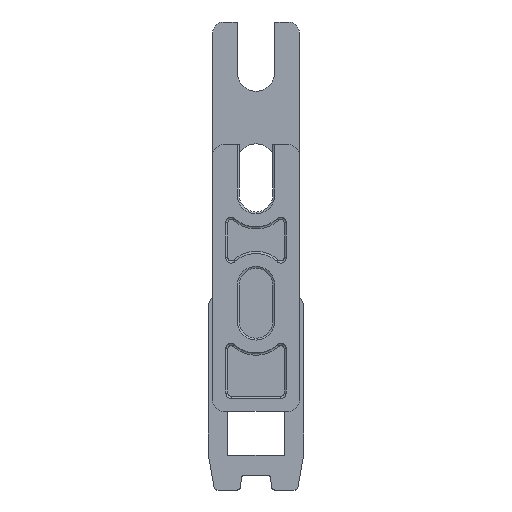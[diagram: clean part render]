
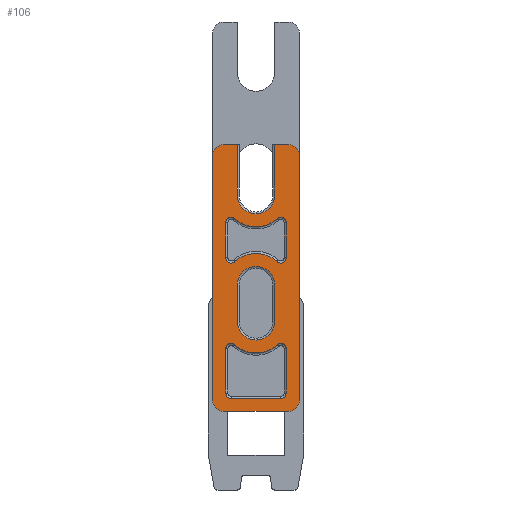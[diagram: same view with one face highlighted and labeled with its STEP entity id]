
A CAD part, front view. The second image highlights one B-rep face of the part: STEP entity #106.
In plain terms, the highlighted planar face has unit normal (0, -1, 0).
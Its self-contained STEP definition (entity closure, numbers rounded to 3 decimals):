
#106=ADVANCED_FACE('',(#269,#270,#271,#272),#273,.F.);
#269=FACE_OUTER_BOUND('',#487,.T.);
#270=FACE_BOUND('',#488,.T.);
#271=FACE_BOUND('',#489,.T.);
#272=FACE_BOUND('',#490,.T.);
#273=PLANE('',#491);
#487=EDGE_LOOP('',(#1038,#1039,#1040,#1041,#1042,#1043,#1044,#1045,#1046,#1047,#1048,#1049));
#488=EDGE_LOOP('',(#1050,#1051,#1052,#1053));
#489=EDGE_LOOP('',(#1054,#1055,#1056,#1057,#1058,#1059,#1060,#1061));
#490=EDGE_LOOP('',(#1062,#1063,#1064,#1065,#1066,#1067,#1068,#1069));
#491=AXIS2_PLACEMENT_3D('',#1070,#1071,#1072);
#1038=ORIENTED_EDGE('',*,*,#1600,.F.);
#1039=ORIENTED_EDGE('',*,*,#1601,.F.);
#1040=ORIENTED_EDGE('',*,*,#1602,.F.);
#1041=ORIENTED_EDGE('',*,*,#1603,.F.);
#1042=ORIENTED_EDGE('',*,*,#1604,.F.);
#1043=ORIENTED_EDGE('',*,*,#1605,.F.);
#1044=ORIENTED_EDGE('',*,*,#1606,.F.);
#1045=ORIENTED_EDGE('',*,*,#1607,.F.);
#1046=ORIENTED_EDGE('',*,*,#1608,.F.);
#1047=ORIENTED_EDGE('',*,*,#1609,.F.);
#1048=ORIENTED_EDGE('',*,*,#1610,.F.);
#1049=ORIENTED_EDGE('',*,*,#1611,.F.);
#1050=ORIENTED_EDGE('',*,*,#1598,.F.);
#1051=ORIENTED_EDGE('',*,*,#1596,.F.);
#1052=ORIENTED_EDGE('',*,*,#1590,.F.);
#1053=ORIENTED_EDGE('',*,*,#1588,.F.);
#1054=ORIENTED_EDGE('',*,*,#1612,.T.);
#1055=ORIENTED_EDGE('',*,*,#1613,.F.);
#1056=ORIENTED_EDGE('',*,*,#1614,.T.);
#1057=ORIENTED_EDGE('',*,*,#1615,.T.);
#1058=ORIENTED_EDGE('',*,*,#1616,.T.);
#1059=ORIENTED_EDGE('',*,*,#1617,.F.);
#1060=ORIENTED_EDGE('',*,*,#1618,.T.);
#1061=ORIENTED_EDGE('',*,*,#1619,.F.);
#1062=ORIENTED_EDGE('',*,*,#1620,.T.);
#1063=ORIENTED_EDGE('',*,*,#1621,.T.);
#1064=ORIENTED_EDGE('',*,*,#1622,.T.);
#1065=ORIENTED_EDGE('',*,*,#1623,.F.);
#1066=ORIENTED_EDGE('',*,*,#1624,.T.);
#1067=ORIENTED_EDGE('',*,*,#1625,.T.);
#1068=ORIENTED_EDGE('',*,*,#1626,.T.);
#1069=ORIENTED_EDGE('',*,*,#1627,.F.);
#1070=CARTESIAN_POINT('',(0.0,-25.0,0.0));
#1071=DIRECTION('',(-0.0,1.0,0.0));
#1072=DIRECTION('',(1.0,0.0,0.0));
#1588=EDGE_CURVE('',#1952,#1954,#1955,.T.);
#1590=EDGE_CURVE('',#1954,#1957,#1958,.T.);
#1596=EDGE_CURVE('',#1957,#1966,#1967,.T.);
#1598=EDGE_CURVE('',#1966,#1952,#1969,.T.);
#1600=EDGE_CURVE('',#1971,#1972,#1973,.T.);
#1601=EDGE_CURVE('',#1974,#1971,#1975,.T.);
#1602=EDGE_CURVE('',#1976,#1974,#1977,.T.);
#1603=EDGE_CURVE('',#1978,#1976,#1979,.T.);
#1604=EDGE_CURVE('',#1980,#1978,#1981,.T.);
#1605=EDGE_CURVE('',#1982,#1980,#1983,.T.);
#1606=EDGE_CURVE('',#1984,#1982,#1985,.T.);
#1607=EDGE_CURVE('',#1986,#1984,#1987,.T.);
#1608=EDGE_CURVE('',#1988,#1986,#1989,.T.);
#1609=EDGE_CURVE('',#1990,#1988,#1991,.T.);
#1610=EDGE_CURVE('',#1992,#1990,#1993,.T.);
#1611=EDGE_CURVE('',#1972,#1992,#1994,.T.);
#1612=EDGE_CURVE('',#1995,#1996,#1997,.T.);
#1613=EDGE_CURVE('',#1998,#1996,#1999,.T.);
#1614=EDGE_CURVE('',#1998,#2000,#2001,.T.);
#1615=EDGE_CURVE('',#2000,#2002,#2003,.T.);
#1616=EDGE_CURVE('',#2002,#2004,#2005,.T.);
#1617=EDGE_CURVE('',#2006,#2004,#2007,.T.);
#1618=EDGE_CURVE('',#2006,#2008,#2009,.T.);
#1619=EDGE_CURVE('',#1995,#2008,#2010,.T.);
#1620=EDGE_CURVE('',#2011,#2012,#2013,.T.);
#1621=EDGE_CURVE('',#2012,#2014,#2015,.T.);
#1622=EDGE_CURVE('',#2014,#2016,#2017,.T.);
#1623=EDGE_CURVE('',#2018,#2016,#2019,.T.);
#1624=EDGE_CURVE('',#2018,#2020,#2021,.T.);
#1625=EDGE_CURVE('',#2020,#2022,#2023,.T.);
#1626=EDGE_CURVE('',#2022,#2024,#2025,.T.);
#1627=EDGE_CURVE('',#2011,#2024,#2026,.T.);
#1952=VERTEX_POINT('',#2492);
#1954=VERTEX_POINT('',#2495);
#1955=LINE('',#2496,#2497);
#1957=VERTEX_POINT('',#2500);
#1958=CIRCLE('',#2501,2.6);
#1966=VERTEX_POINT('',#2513);
#1967=LINE('',#2514,#2515);
#1969=CIRCLE('',#2518,2.6);
#1971=VERTEX_POINT('',#2520);
#1972=VERTEX_POINT('',#2521);
#1973=CIRCLE('',#2522,1.5);
#1974=VERTEX_POINT('',#2523);
#1975=LINE('',#2524,#2525);
#1976=VERTEX_POINT('',#2526);
#1977=CIRCLE('',#2527,1.5);
#1978=VERTEX_POINT('',#2528);
#1979=LINE('',#2529,#2530);
#1980=VERTEX_POINT('',#2531);
#1981=CIRCLE('',#2532,1.5);
#1982=VERTEX_POINT('',#2533);
#1983=LINE('',#2534,#2535);
#1984=VERTEX_POINT('',#2536);
#1985=LINE('',#2537,#2538);
#1986=VERTEX_POINT('',#2539);
#1987=CIRCLE('',#2540,2.6);
#1988=VERTEX_POINT('',#2541);
#1989=LINE('',#2542,#2543);
#1990=VERTEX_POINT('',#2544);
#1991=LINE('',#2545,#2546);
#1992=VERTEX_POINT('',#2547);
#1993=CIRCLE('',#2548,1.5);
#1994=LINE('',#2549,#2550);
#1995=VERTEX_POINT('',#2551);
#1996=VERTEX_POINT('',#2552);
#1997=CIRCLE('',#2553,0.75);
#1998=VERTEX_POINT('',#2554);
#1999=LINE('',#2555,#2556);
#2000=VERTEX_POINT('',#2557);
#2001=CIRCLE('',#2558,0.75);
#2002=VERTEX_POINT('',#2559);
#2003=CIRCLE('',#2560,4.4);
#2004=VERTEX_POINT('',#2561);
#2005=CIRCLE('',#2562,0.75);
#2006=VERTEX_POINT('',#2563);
#2007=LINE('',#2564,#2565);
#2008=VERTEX_POINT('',#2566);
#2009=CIRCLE('',#2567,0.75);
#2010=LINE('',#2568,#2569);
#2011=VERTEX_POINT('',#2570);
#2012=VERTEX_POINT('',#2571);
#2013=CIRCLE('',#2572,0.75);
#2014=VERTEX_POINT('',#2573);
#2015=CIRCLE('',#2574,4.4);
#2016=VERTEX_POINT('',#2575);
#2017=CIRCLE('',#2576,0.75);
#2018=VERTEX_POINT('',#2577);
#2019=LINE('',#2578,#2579);
#2020=VERTEX_POINT('',#2580);
#2021=CIRCLE('',#2581,0.75);
#2022=VERTEX_POINT('',#2582);
#2023=CIRCLE('',#2583,4.4);
#2024=VERTEX_POINT('',#2584);
#2025=CIRCLE('',#2585,0.75);
#2026=LINE('',#2586,#2587);
#2492=CARTESIAN_POINT('',(-2.6,-25.0,2.5));
#2495=CARTESIAN_POINT('',(-2.6,-25.0,-2.5));
#2496=CARTESIAN_POINT('',(-2.6,-25.0,2.5));
#2497=VECTOR('',#2981,5.0);
#2500=CARTESIAN_POINT('',(2.6,-25.0,-2.5));
#2501=AXIS2_PLACEMENT_3D('',#2983,#2984,#2985);
#2513=CARTESIAN_POINT('',(2.6,-25.0,2.5));
#2514=CARTESIAN_POINT('',(2.6,-25.0,-2.5));
#2515=VECTOR('',#2993,5.0);
#2518=AXIS2_PLACEMENT_3D('',#2995,#2996,#2997);
#2520=CARTESIAN_POINT('',(-4.5,-25.0,-15.0));
#2521=CARTESIAN_POINT('',(-6.0,-25.0,-13.5));
#2522=AXIS2_PLACEMENT_3D('',#3001,#3002,#3003);
#2523=CARTESIAN_POINT('',(4.5,-25.0,-15.0));
#2524=CARTESIAN_POINT('',(4.5,-25.0,-15.0));
#2525=VECTOR('',#3004,9.0);
#2526=CARTESIAN_POINT('',(6.0,-25.0,-13.5));
#2527=AXIS2_PLACEMENT_3D('',#3005,#3006,#3007);
#2528=CARTESIAN_POINT('',(6.0,-25.0,20.5));
#2529=CARTESIAN_POINT('',(6.0,-25.0,20.5));
#2530=VECTOR('',#3008,34.0);
#2531=CARTESIAN_POINT('',(4.5,-25.0,22.0));
#2532=AXIS2_PLACEMENT_3D('',#3009,#3010,#3011);
#2533=CARTESIAN_POINT('',(2.6,-25.0,22.0));
#2534=CARTESIAN_POINT('',(2.6,-25.0,22.0));
#2535=VECTOR('',#3012,1.9);
#2536=CARTESIAN_POINT('',(2.6,-25.0,15.0));
#2537=CARTESIAN_POINT('',(2.6,-25.0,15.0));
#2538=VECTOR('',#3013,7.0);
#2539=CARTESIAN_POINT('',(-2.6,-25.0,15.0));
#2540=AXIS2_PLACEMENT_3D('',#3014,#3015,#3016);
#2541=CARTESIAN_POINT('',(-2.6,-25.0,22.0));
#2542=CARTESIAN_POINT('',(-2.6,-25.0,22.0));
#2543=VECTOR('',#3017,7.0);
#2544=CARTESIAN_POINT('',(-4.5,-25.0,22.0));
#2545=CARTESIAN_POINT('',(-4.5,-25.0,22.0));
#2546=VECTOR('',#3018,1.9);
#2547=CARTESIAN_POINT('',(-6.0,-25.0,20.5));
#2548=AXIS2_PLACEMENT_3D('',#3019,#3020,#3021);
#2549=CARTESIAN_POINT('',(-6.0,-25.0,-13.5));
#2550=VECTOR('',#3022,34.0);
#2551=CARTESIAN_POINT('',(-3.45,-25.0,-13.2));
#2552=CARTESIAN_POINT('',(-4.2,-25.0,-12.45));
#2553=AXIS2_PLACEMENT_3D('',#3023,#3024,#3025);
#2554=CARTESIAN_POINT('',(-4.2,-25.0,-6.324));
#2555=CARTESIAN_POINT('',(-4.2,-25.0,-6.324));
#2556=VECTOR('',#3026,6.126);
#2557=CARTESIAN_POINT('',(-2.948,-25.0,-5.767));
#2558=AXIS2_PLACEMENT_3D('',#3027,#3028,#3029);
#2559=CARTESIAN_POINT('',(2.948,-25.0,-5.767));
#2560=AXIS2_PLACEMENT_3D('',#3030,#3031,#3032);
#2561=CARTESIAN_POINT('',(4.2,-25.0,-6.324));
#2562=AXIS2_PLACEMENT_3D('',#3033,#3034,#3035);
#2563=CARTESIAN_POINT('',(4.2,-25.0,-12.45));
#2564=CARTESIAN_POINT('',(4.2,-25.0,-12.45));
#2565=VECTOR('',#3036,6.126);
#2566=CARTESIAN_POINT('',(3.45,-25.0,-13.2));
#2567=AXIS2_PLACEMENT_3D('',#3037,#3038,#3039);
#2568=CARTESIAN_POINT('',(-3.45,-25.0,-13.2));
#2569=VECTOR('',#3040,6.9);
#2570=CARTESIAN_POINT('',(4.2,-25.0,6.324));
#2571=CARTESIAN_POINT('',(2.948,-25.0,5.767));
#2572=AXIS2_PLACEMENT_3D('',#3041,#3042,#3043);
#2573=CARTESIAN_POINT('',(-2.948,-25.0,5.767));
#2574=AXIS2_PLACEMENT_3D('',#3044,#3045,#3046);
#2575=CARTESIAN_POINT('',(-4.2,-25.0,6.324));
#2576=AXIS2_PLACEMENT_3D('',#3047,#3048,#3049);
#2577=CARTESIAN_POINT('',(-4.2,-25.0,11.176));
#2578=CARTESIAN_POINT('',(-4.2,-25.0,11.176));
#2579=VECTOR('',#3050,4.853);
#2580=CARTESIAN_POINT('',(-2.948,-25.0,11.733));
#2581=AXIS2_PLACEMENT_3D('',#3051,#3052,#3053);
#2582=CARTESIAN_POINT('',(2.948,-25.0,11.733));
#2583=AXIS2_PLACEMENT_3D('',#3054,#3055,#3056);
#2584=CARTESIAN_POINT('',(4.2,-25.0,11.176));
#2585=AXIS2_PLACEMENT_3D('',#3057,#3058,#3059);
#2586=CARTESIAN_POINT('',(4.2,-25.0,6.324));
#2587=VECTOR('',#3060,4.853);
#2981=DIRECTION('',(0.0,0.0,-1.0));
#2983=CARTESIAN_POINT('',(0.0,-25.0,-2.5));
#2984=DIRECTION('',(0.0,-1.0,0.0));
#2985=DIRECTION('',(-1.0,0.0,0.0));
#2993=DIRECTION('',(0.0,0.0,1.0));
#2995=CARTESIAN_POINT('',(0.0,-25.0,2.5));
#2996=DIRECTION('',(0.0,-1.0,0.0));
#2997=DIRECTION('',(1.0,0.0,0.0));
#3001=CARTESIAN_POINT('',(-4.5,-25.0,-13.5));
#3002=DIRECTION('',(0.0,1.0,0.0));
#3003=DIRECTION('',(0.0,0.0,-1.0));
#3004=DIRECTION('',(-1.0,0.0,0.0));
#3005=CARTESIAN_POINT('',(4.5,-25.0,-13.5));
#3006=DIRECTION('',(-0.0,1.0,0.0));
#3007=DIRECTION('',(1.0,0.0,0.0));
#3008=DIRECTION('',(0.0,0.0,-1.0));
#3009=CARTESIAN_POINT('',(4.5,-25.0,20.5));
#3010=DIRECTION('',(0.0,1.0,0.0));
#3011=DIRECTION('',(0.0,0.0,1.0));
#3012=DIRECTION('',(1.0,0.0,0.0));
#3013=DIRECTION('',(0.0,0.0,1.0));
#3014=CARTESIAN_POINT('',(0.0,-25.0,15.0));
#3015=DIRECTION('',(0.0,-1.0,0.0));
#3016=DIRECTION('',(-1.0,0.0,0.0));
#3017=DIRECTION('',(0.0,0.0,-1.0));
#3018=DIRECTION('',(1.0,0.0,0.0));
#3019=CARTESIAN_POINT('',(-4.5,-25.0,20.5));
#3020=DIRECTION('',(0.0,1.0,0.0));
#3021=DIRECTION('',(-1.0,0.0,0.0));
#3022=DIRECTION('',(0.0,0.0,1.0));
#3023=CARTESIAN_POINT('',(-3.45,-25.0,-12.45));
#3024=DIRECTION('',(0.0,1.0,0.0));
#3025=DIRECTION('',(0.0,0.0,-1.0));
#3026=DIRECTION('',(0.0,0.0,-1.0));
#3027=CARTESIAN_POINT('',(-3.45,-25.0,-6.324));
#3028=DIRECTION('',(0.0,1.0,0.0));
#3029=DIRECTION('',(-1.0,0.0,0.0));
#3030=CARTESIAN_POINT('',(0.0,-25.0,-2.5));
#3031=DIRECTION('',(0.0,-1.0,-0.0));
#3032=DIRECTION('',(-0.67,0.0,-0.742));
#3033=CARTESIAN_POINT('',(3.45,-25.0,-6.324));
#3034=DIRECTION('',(0.0,1.0,0.0));
#3035=DIRECTION('',(-0.67,0.0,0.742));
#3036=DIRECTION('',(0.0,0.0,1.0));
#3037=CARTESIAN_POINT('',(3.45,-25.0,-12.45));
#3038=DIRECTION('',(-0.0,1.0,0.0));
#3039=DIRECTION('',(1.0,0.0,0.0));
#3040=DIRECTION('',(1.0,0.0,0.0));
#3041=CARTESIAN_POINT('',(3.45,-25.0,6.324));
#3042=DIRECTION('',(-0.0,1.0,0.0));
#3043=DIRECTION('',(1.0,0.0,0.0));
#3044=CARTESIAN_POINT('',(0.0,-25.0,2.5));
#3045=DIRECTION('',(0.0,-1.0,0.0));
#3046=DIRECTION('',(0.67,0.0,0.742));
#3047=CARTESIAN_POINT('',(-3.45,-25.0,6.324));
#3048=DIRECTION('',(0.0,1.0,0.0));
#3049=DIRECTION('',(0.67,0.0,-0.742));
#3050=DIRECTION('',(0.0,0.0,-1.0));
#3051=CARTESIAN_POINT('',(-3.45,-25.0,11.176));
#3052=DIRECTION('',(0.0,1.0,0.0));
#3053=DIRECTION('',(-1.0,0.0,0.0));
#3054=CARTESIAN_POINT('',(0.0,-25.0,15.0));
#3055=DIRECTION('',(0.0,-1.0,-0.0));
#3056=DIRECTION('',(-0.67,0.0,-0.742));
#3057=CARTESIAN_POINT('',(3.45,-25.0,11.176));
#3058=DIRECTION('',(0.0,1.0,0.0));
#3059=DIRECTION('',(-0.67,0.0,0.742));
#3060=DIRECTION('',(0.0,0.0,1.0));
